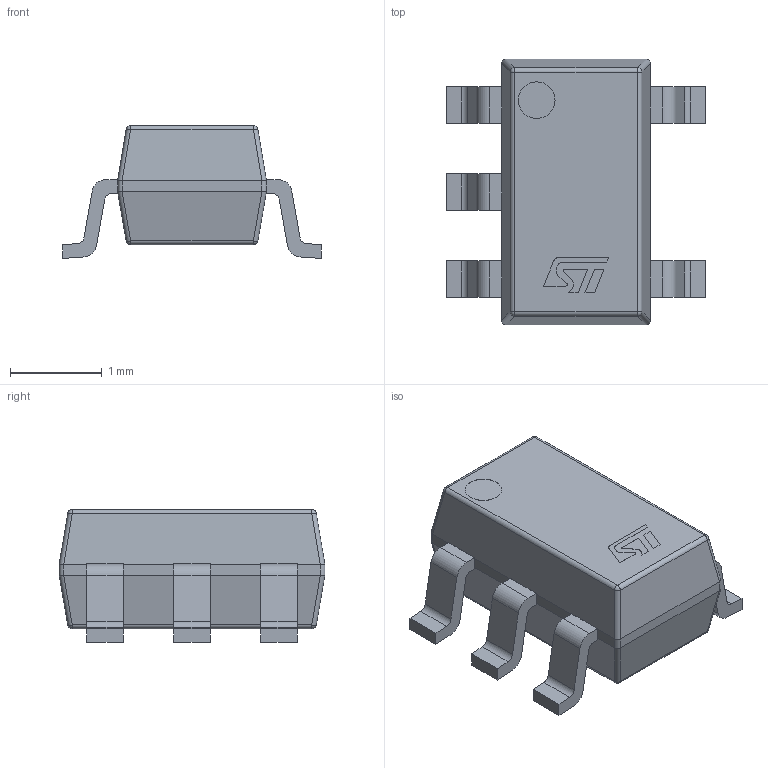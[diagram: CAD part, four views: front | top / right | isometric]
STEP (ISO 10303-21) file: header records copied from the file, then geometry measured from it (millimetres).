
FILE_DESCRIPTION(/* description */ (''),/* implementation_level */ '2;1');
FILE_NAME(/* name */ 'SOT23-5.stp',/* time_stamp */ '2020-04-20T20:43:27+02:00',/* author */ ('Khaled'),/* organization */ (''),/* preprocessor_version */ 'ST-DEVELOPER v17.2',/* originating_system */ 'Autodesk Inventor 2019',/* authorisation */ '');
FILE_SCHEMA (('AUTOMOTIVE_DESIGN { 1 0 10303 214 3 1 1 }'));
Length unit declared in the file: millimetre
Products named in the file (6): max_Tsop16; IC_BODY; IC_LEG; circle; IC_LEG_MIR2; STMicroelectronics
Assembly tree (8 placements, depth 2):
  max_Tsop16
    IC_BODY
    IC_LEG  x3
    circle
    IC_LEG_MIR2  x2
    STMicroelectronics
Bounding box: 2.83 x 2.9 x 1.45 mm (x, y, z)
Volume: 5.9 mm3; surface area: 26.1 mm2
Topology: 10 solids, 10 shells, 146 faces, 354 edges, 228 vertices
Faces by surface type: plane 90, cylinder 48, sphere 8
Full cylindrical faces by diameter (mm): 0.4 x1
Entity records: 3278 total; most frequent: DIRECTION 562, CARTESIAN_POINT 520, ORIENTED_EDGE 492, EDGE_CURVE 246, AXIS2_PLACEMENT_3D 198, LINE 166, VECTOR 166, VERTEX_POINT 156
